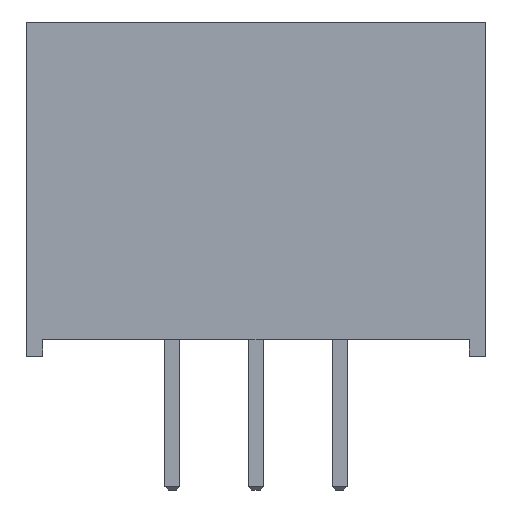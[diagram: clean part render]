
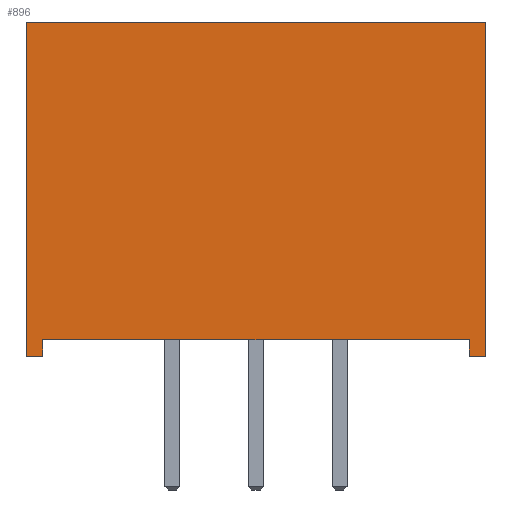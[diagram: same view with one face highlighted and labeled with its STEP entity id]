
A CAD part, front view. The second image highlights one B-rep face of the part: STEP entity #896.
In plain terms, the highlighted planar face has unit normal (0, -1, 0).
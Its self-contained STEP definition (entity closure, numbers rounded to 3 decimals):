
#126 = PLANE('',#127);
#127 = AXIS2_PLACEMENT_3D('',#128,#129,#130);
#128 = CARTESIAN_POINT('',(-6.477,-3.56,0.508));
#129 = DIRECTION('',(0.,0.,-1.));
#130 = DIRECTION('',(1.,0.,0.));
#303 = EDGE_CURVE('',#304,#306,#308,.T.);
#304 = VERTEX_POINT('',#305);
#305 = CARTESIAN_POINT('',(-6.477,-3.56,0.508));
#306 = VERTEX_POINT('',#307);
#307 = CARTESIAN_POINT('',(6.477,-3.56,0.508));
#308 = SURFACE_CURVE('',#309,(#313,#320),.PCURVE_S1.);
#309 = LINE('',#310,#311);
#310 = CARTESIAN_POINT('',(-6.477,-3.56,0.508));
#311 = VECTOR('',#312,1.);
#312 = DIRECTION('',(1.,0.,0.));
#313 = PCURVE('',#126,#314);
#314 = DEFINITIONAL_REPRESENTATION('',(#315),#319);
#315 = LINE('',#316,#317);
#316 = CARTESIAN_POINT('',(0.,0.));
#317 = VECTOR('',#318,1.);
#318 = DIRECTION('',(1.,0.));
#319 = ( GEOMETRIC_REPRESENTATION_CONTEXT(2) 
PARAMETRIC_REPRESENTATION_CONTEXT() REPRESENTATION_CONTEXT('2D SPACE',''
  ) );
#320 = PCURVE('',#321,#326);
#321 = PLANE('',#322);
#322 = AXIS2_PLACEMENT_3D('',#323,#324,#325);
#323 = CARTESIAN_POINT('',(6.985,-3.56,0.));
#324 = DIRECTION('',(0.,-1.,0.));
#325 = DIRECTION('',(-1.,0.,0.));
#326 = DEFINITIONAL_REPRESENTATION('',(#327),#331);
#327 = LINE('',#328,#329);
#328 = CARTESIAN_POINT('',(13.462,-0.508));
#329 = VECTOR('',#330,1.);
#330 = DIRECTION('',(-1.,-0.));
#331 = ( GEOMETRIC_REPRESENTATION_CONTEXT(2) 
PARAMETRIC_REPRESENTATION_CONTEXT() REPRESENTATION_CONTEXT('2D SPACE',''
  ) );
#349 = PLANE('',#350);
#350 = AXIS2_PLACEMENT_3D('',#351,#352,#353);
#351 = CARTESIAN_POINT('',(-6.477,-3.56,-4.002));
#352 = DIRECTION('',(1.,0.,0.));
#353 = DIRECTION('',(0.,0.,1.));
#403 = PLANE('',#404);
#404 = AXIS2_PLACEMENT_3D('',#405,#406,#407);
#405 = CARTESIAN_POINT('',(6.477,-3.56,0.508));
#406 = DIRECTION('',(-1.,0.,0.));
#407 = DIRECTION('',(0.,0.,-1.));
#896 = ADVANCED_FACE('',(#897),#321,.T.);
#897 = FACE_BOUND('',#898,.T.);
#898 = EDGE_LOOP('',(#899,#929,#957,#985,#1013,#1041,#1062,#1063));
#899 = ORIENTED_EDGE('',*,*,#900,.F.);
#900 = EDGE_CURVE('',#901,#903,#905,.T.);
#901 = VERTEX_POINT('',#902);
#902 = CARTESIAN_POINT('',(6.985,-3.56,0.));
#903 = VERTEX_POINT('',#904);
#904 = CARTESIAN_POINT('',(6.477,-3.56,0.));
#905 = SURFACE_CURVE('',#906,(#910,#917),.PCURVE_S1.);
#906 = LINE('',#907,#908);
#907 = CARTESIAN_POINT('',(6.985,-3.56,0.));
#908 = VECTOR('',#909,1.);
#909 = DIRECTION('',(-1.,0.,0.));
#910 = PCURVE('',#321,#911);
#911 = DEFINITIONAL_REPRESENTATION('',(#912),#916);
#912 = LINE('',#913,#914);
#913 = CARTESIAN_POINT('',(0.,-0.));
#914 = VECTOR('',#915,1.);
#915 = DIRECTION('',(1.,0.));
#916 = ( GEOMETRIC_REPRESENTATION_CONTEXT(2) 
PARAMETRIC_REPRESENTATION_CONTEXT() REPRESENTATION_CONTEXT('2D SPACE',''
  ) );
#917 = PCURVE('',#918,#923);
#918 = PLANE('',#919);
#919 = AXIS2_PLACEMENT_3D('',#920,#921,#922);
#920 = CARTESIAN_POINT('',(0.,0.25,0.));
#921 = DIRECTION('',(-0.,-0.,-1.));
#922 = DIRECTION('',(-1.,0.,0.));
#923 = DEFINITIONAL_REPRESENTATION('',(#924),#928);
#924 = LINE('',#925,#926);
#925 = CARTESIAN_POINT('',(-6.985,-3.81));
#926 = VECTOR('',#927,1.);
#927 = DIRECTION('',(1.,0.));
#928 = ( GEOMETRIC_REPRESENTATION_CONTEXT(2) 
PARAMETRIC_REPRESENTATION_CONTEXT() REPRESENTATION_CONTEXT('2D SPACE',''
  ) );
#929 = ORIENTED_EDGE('',*,*,#930,.T.);
#930 = EDGE_CURVE('',#901,#931,#933,.T.);
#931 = VERTEX_POINT('',#932);
#932 = CARTESIAN_POINT('',(6.985,-3.56,10.16));
#933 = SURFACE_CURVE('',#934,(#938,#945),.PCURVE_S1.);
#934 = LINE('',#935,#936);
#935 = CARTESIAN_POINT('',(6.985,-3.56,0.));
#936 = VECTOR('',#937,1.);
#937 = DIRECTION('',(0.,0.,1.));
#938 = PCURVE('',#321,#939);
#939 = DEFINITIONAL_REPRESENTATION('',(#940),#944);
#940 = LINE('',#941,#942);
#941 = CARTESIAN_POINT('',(0.,-0.));
#942 = VECTOR('',#943,1.);
#943 = DIRECTION('',(0.,-1.));
#944 = ( GEOMETRIC_REPRESENTATION_CONTEXT(2) 
PARAMETRIC_REPRESENTATION_CONTEXT() REPRESENTATION_CONTEXT('2D SPACE',''
  ) );
#945 = PCURVE('',#946,#951);
#946 = PLANE('',#947);
#947 = AXIS2_PLACEMENT_3D('',#948,#949,#950);
#948 = CARTESIAN_POINT('',(6.985,4.06,0.));
#949 = DIRECTION('',(1.,0.,0.));
#950 = DIRECTION('',(0.,-1.,0.));
#951 = DEFINITIONAL_REPRESENTATION('',(#952),#956);
#952 = LINE('',#953,#954);
#953 = CARTESIAN_POINT('',(7.62,0.));
#954 = VECTOR('',#955,1.);
#955 = DIRECTION('',(0.,-1.));
#956 = ( GEOMETRIC_REPRESENTATION_CONTEXT(2) 
PARAMETRIC_REPRESENTATION_CONTEXT() REPRESENTATION_CONTEXT('2D SPACE',''
  ) );
#957 = ORIENTED_EDGE('',*,*,#958,.T.);
#958 = EDGE_CURVE('',#931,#959,#961,.T.);
#959 = VERTEX_POINT('',#960);
#960 = CARTESIAN_POINT('',(-6.985,-3.56,10.16));
#961 = SURFACE_CURVE('',#962,(#966,#973),.PCURVE_S1.);
#962 = LINE('',#963,#964);
#963 = CARTESIAN_POINT('',(6.985,-3.56,10.16));
#964 = VECTOR('',#965,1.);
#965 = DIRECTION('',(-1.,0.,0.));
#966 = PCURVE('',#321,#967);
#967 = DEFINITIONAL_REPRESENTATION('',(#968),#972);
#968 = LINE('',#969,#970);
#969 = CARTESIAN_POINT('',(0.,-10.16));
#970 = VECTOR('',#971,1.);
#971 = DIRECTION('',(1.,0.));
#972 = ( GEOMETRIC_REPRESENTATION_CONTEXT(2) 
PARAMETRIC_REPRESENTATION_CONTEXT() REPRESENTATION_CONTEXT('2D SPACE',''
  ) );
#973 = PCURVE('',#974,#979);
#974 = PLANE('',#975);
#975 = AXIS2_PLACEMENT_3D('',#976,#977,#978);
#976 = CARTESIAN_POINT('',(0.,0.25,10.16));
#977 = DIRECTION('',(-0.,-0.,-1.));
#978 = DIRECTION('',(-1.,0.,0.));
#979 = DEFINITIONAL_REPRESENTATION('',(#980),#984);
#980 = LINE('',#981,#982);
#981 = CARTESIAN_POINT('',(-6.985,-3.81));
#982 = VECTOR('',#983,1.);
#983 = DIRECTION('',(1.,0.));
#984 = ( GEOMETRIC_REPRESENTATION_CONTEXT(2) 
PARAMETRIC_REPRESENTATION_CONTEXT() REPRESENTATION_CONTEXT('2D SPACE',''
  ) );
#985 = ORIENTED_EDGE('',*,*,#986,.F.);
#986 = EDGE_CURVE('',#987,#959,#989,.T.);
#987 = VERTEX_POINT('',#988);
#988 = CARTESIAN_POINT('',(-6.985,-3.56,0.));
#989 = SURFACE_CURVE('',#990,(#994,#1001),.PCURVE_S1.);
#990 = LINE('',#991,#992);
#991 = CARTESIAN_POINT('',(-6.985,-3.56,0.));
#992 = VECTOR('',#993,1.);
#993 = DIRECTION('',(0.,0.,1.));
#994 = PCURVE('',#321,#995);
#995 = DEFINITIONAL_REPRESENTATION('',(#996),#1000);
#996 = LINE('',#997,#998);
#997 = CARTESIAN_POINT('',(13.97,0.));
#998 = VECTOR('',#999,1.);
#999 = DIRECTION('',(0.,-1.));
#1000 = ( GEOMETRIC_REPRESENTATION_CONTEXT(2) 
PARAMETRIC_REPRESENTATION_CONTEXT() REPRESENTATION_CONTEXT('2D SPACE',''
  ) );
#1001 = PCURVE('',#1002,#1007);
#1002 = PLANE('',#1003);
#1003 = AXIS2_PLACEMENT_3D('',#1004,#1005,#1006);
#1004 = CARTESIAN_POINT('',(-6.985,-3.56,0.));
#1005 = DIRECTION('',(-1.,0.,0.));
#1006 = DIRECTION('',(0.,1.,0.));
#1007 = DEFINITIONAL_REPRESENTATION('',(#1008),#1012);
#1008 = LINE('',#1009,#1010);
#1009 = CARTESIAN_POINT('',(0.,0.));
#1010 = VECTOR('',#1011,1.);
#1011 = DIRECTION('',(0.,-1.));
#1012 = ( GEOMETRIC_REPRESENTATION_CONTEXT(2) 
PARAMETRIC_REPRESENTATION_CONTEXT() REPRESENTATION_CONTEXT('2D SPACE',''
  ) );
#1013 = ORIENTED_EDGE('',*,*,#1014,.F.);
#1014 = EDGE_CURVE('',#1015,#987,#1017,.T.);
#1015 = VERTEX_POINT('',#1016);
#1016 = CARTESIAN_POINT('',(-6.477,-3.56,0.));
#1017 = SURFACE_CURVE('',#1018,(#1022,#1029),.PCURVE_S1.);
#1018 = LINE('',#1019,#1020);
#1019 = CARTESIAN_POINT('',(6.985,-3.56,0.));
#1020 = VECTOR('',#1021,1.);
#1021 = DIRECTION('',(-1.,0.,0.));
#1022 = PCURVE('',#321,#1023);
#1023 = DEFINITIONAL_REPRESENTATION('',(#1024),#1028);
#1024 = LINE('',#1025,#1026);
#1025 = CARTESIAN_POINT('',(0.,-0.));
#1026 = VECTOR('',#1027,1.);
#1027 = DIRECTION('',(1.,0.));
#1028 = ( GEOMETRIC_REPRESENTATION_CONTEXT(2) 
PARAMETRIC_REPRESENTATION_CONTEXT() REPRESENTATION_CONTEXT('2D SPACE',''
  ) );
#1029 = PCURVE('',#1030,#1035);
#1030 = PLANE('',#1031);
#1031 = AXIS2_PLACEMENT_3D('',#1032,#1033,#1034);
#1032 = CARTESIAN_POINT('',(0.,0.25,0.));
#1033 = DIRECTION('',(-0.,-0.,-1.));
#1034 = DIRECTION('',(-1.,0.,0.));
#1035 = DEFINITIONAL_REPRESENTATION('',(#1036),#1040);
#1036 = LINE('',#1037,#1038);
#1037 = CARTESIAN_POINT('',(-6.985,-3.81));
#1038 = VECTOR('',#1039,1.);
#1039 = DIRECTION('',(1.,0.));
#1040 = ( GEOMETRIC_REPRESENTATION_CONTEXT(2) 
PARAMETRIC_REPRESENTATION_CONTEXT() REPRESENTATION_CONTEXT('2D SPACE',''
  ) );
#1041 = ORIENTED_EDGE('',*,*,#1042,.T.);
#1042 = EDGE_CURVE('',#1015,#304,#1043,.T.);
#1043 = SURFACE_CURVE('',#1044,(#1048,#1055),.PCURVE_S1.);
#1044 = LINE('',#1045,#1046);
#1045 = CARTESIAN_POINT('',(-6.477,-3.56,-4.002));
#1046 = VECTOR('',#1047,1.);
#1047 = DIRECTION('',(0.,0.,1.));
#1048 = PCURVE('',#321,#1049);
#1049 = DEFINITIONAL_REPRESENTATION('',(#1050),#1054);
#1050 = LINE('',#1051,#1052);
#1051 = CARTESIAN_POINT('',(13.462,4.002));
#1052 = VECTOR('',#1053,1.);
#1053 = DIRECTION('',(0.,-1.));
#1054 = ( GEOMETRIC_REPRESENTATION_CONTEXT(2) 
PARAMETRIC_REPRESENTATION_CONTEXT() REPRESENTATION_CONTEXT('2D SPACE',''
  ) );
#1055 = PCURVE('',#349,#1056);
#1056 = DEFINITIONAL_REPRESENTATION('',(#1057),#1061);
#1057 = LINE('',#1058,#1059);
#1058 = CARTESIAN_POINT('',(0.,0.));
#1059 = VECTOR('',#1060,1.);
#1060 = DIRECTION('',(1.,0.));
#1061 = ( GEOMETRIC_REPRESENTATION_CONTEXT(2) 
PARAMETRIC_REPRESENTATION_CONTEXT() REPRESENTATION_CONTEXT('2D SPACE',''
  ) );
#1062 = ORIENTED_EDGE('',*,*,#303,.T.);
#1063 = ORIENTED_EDGE('',*,*,#1064,.T.);
#1064 = EDGE_CURVE('',#306,#903,#1065,.T.);
#1065 = SURFACE_CURVE('',#1066,(#1070,#1077),.PCURVE_S1.);
#1066 = LINE('',#1067,#1068);
#1067 = CARTESIAN_POINT('',(6.477,-3.56,0.508));
#1068 = VECTOR('',#1069,1.);
#1069 = DIRECTION('',(0.,0.,-1.));
#1070 = PCURVE('',#321,#1071);
#1071 = DEFINITIONAL_REPRESENTATION('',(#1072),#1076);
#1072 = LINE('',#1073,#1074);
#1073 = CARTESIAN_POINT('',(0.508,-0.508));
#1074 = VECTOR('',#1075,1.);
#1075 = DIRECTION('',(0.,1.));
#1076 = ( GEOMETRIC_REPRESENTATION_CONTEXT(2) 
PARAMETRIC_REPRESENTATION_CONTEXT() REPRESENTATION_CONTEXT('2D SPACE',''
  ) );
#1077 = PCURVE('',#403,#1078);
#1078 = DEFINITIONAL_REPRESENTATION('',(#1079),#1083);
#1079 = LINE('',#1080,#1081);
#1080 = CARTESIAN_POINT('',(0.,0.));
#1081 = VECTOR('',#1082,1.);
#1082 = DIRECTION('',(1.,0.));
#1083 = ( GEOMETRIC_REPRESENTATION_CONTEXT(2) 
PARAMETRIC_REPRESENTATION_CONTEXT() REPRESENTATION_CONTEXT('2D SPACE',''
  ) );
